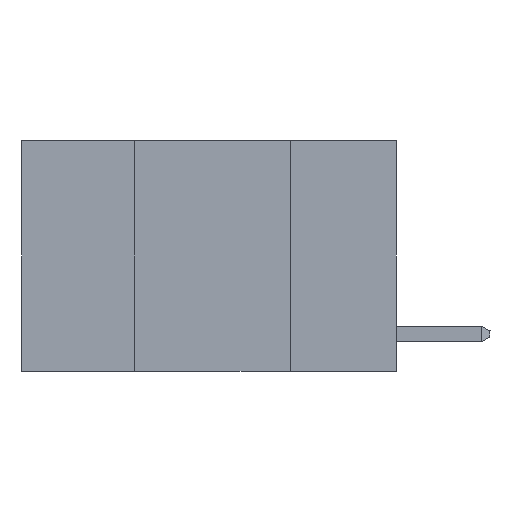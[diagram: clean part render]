
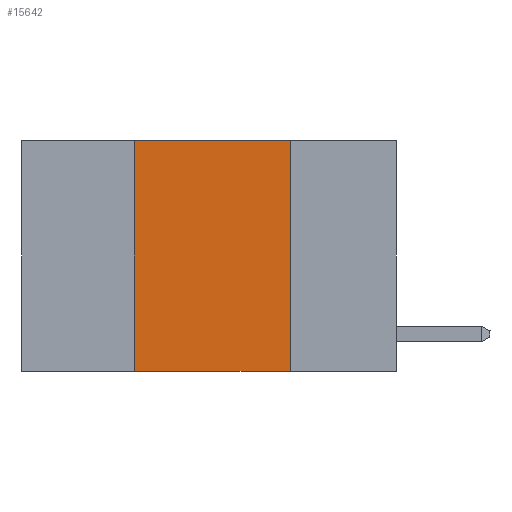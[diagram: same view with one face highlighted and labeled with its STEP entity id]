
A CAD part, left-side view. The second image highlights one B-rep face of the part: STEP entity #15642.
In plain terms, the highlighted planar face has unit normal (-1, 0, 0).
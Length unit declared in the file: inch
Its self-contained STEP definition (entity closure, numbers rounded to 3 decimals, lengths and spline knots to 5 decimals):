
#1531 = FACE_OUTER_BOUND ( 'NONE', #17203, .T. ) ;
#2412 = CARTESIAN_POINT ( 'NONE',  ( 0., 0.17, 0. ) ) ;
#3666 = EDGE_CURVE ( 'NONE', #8711, #9389, #14775, .T. ) ;
#4261 = CARTESIAN_POINT ( 'NONE',  ( 0., 0.17, 0. ) ) ;
#4280 = CARTESIAN_POINT ( 'NONE',  ( 0., 0.42, 0. ) ) ;
#4410 = DIRECTION ( 'NONE',  ( 1., 0., 0. ) ) ;
#6716 = DIRECTION ( 'NONE',  ( 0., -1., 0. ) ) ;
#6843 = ORIENTED_EDGE ( 'NONE', *, *, #15841, .F. ) ;
#7142 = VECTOR ( 'NONE', #12989, 39.37008 ) ;
#7527 = DIRECTION ( 'NONE',  ( 0., 0., -1. ) ) ;
#7664 = DIRECTION ( 'NONE',  ( 0., 0., -1. ) ) ;
#8361 = VECTOR ( 'NONE', #6716, 39.37008 ) ;
#8575 = ORIENTED_EDGE ( 'NONE', *, *, #3666, .F. ) ;
#8711 = VERTEX_POINT ( 'NONE', #2412 ) ;
#9389 = VERTEX_POINT ( 'NONE', #17944 ) ;
#9807 = CARTESIAN_POINT ( 'NONE',  ( 0., 0.6, -0.37 ) ) ;
#9933 = VERTEX_POINT ( 'NONE', #10314 ) ;
#10314 = CARTESIAN_POINT ( 'NONE',  ( 0., 0.42, 0. ) ) ;
#10436 = PLANE ( 'NONE',  #13836 ) ;
#10966 = EDGE_CURVE ( 'NONE', #11011, #9933, #12895, .T. ) ;
#11011 = VERTEX_POINT ( 'NONE', #17454 ) ;
#11094 = CARTESIAN_POINT ( 'NONE',  ( 0., 0.6, 0. ) ) ;
#11320 = DIRECTION ( 'NONE',  ( 0., -1., 0. ) ) ;
#12322 = VECTOR ( 'NONE', #11320, 39.37008 ) ;
#12895 = LINE ( 'NONE', #4280, #7142 ) ;
#12989 = DIRECTION ( 'NONE',  ( 0., 0., 1. ) ) ;
#13271 = ORIENTED_EDGE ( 'NONE', *, *, #17907, .T. ) ;
#13836 = AXIS2_PLACEMENT_3D ( 'NONE', #17671, #4410, #7664 ) ;
#13931 = LINE ( 'NONE', #9807, #12322 ) ;
#14425 = LINE ( 'NONE', #11094, #8361 ) ;
#14775 = LINE ( 'NONE', #4261, #17825 ) ;
#15255 = ORIENTED_EDGE ( 'NONE', *, *, #10966, .F. ) ;
#15642 = ADVANCED_FACE ( 'NONE', ( #1531 ), #10436, .F. ) ;
#15841 = EDGE_CURVE ( 'NONE', #9933, #8711, #14425, .T. ) ;
#17203 = EDGE_LOOP ( 'NONE', ( #8575, #6843, #15255, #13271 ) ) ;
#17454 = CARTESIAN_POINT ( 'NONE',  ( 0., 0.42, -0.37 ) ) ;
#17671 = CARTESIAN_POINT ( 'NONE',  ( 0., 0.6, 0. ) ) ;
#17825 = VECTOR ( 'NONE', #7527, 39.37008 ) ;
#17907 = EDGE_CURVE ( 'NONE', #11011, #9389, #13931, .T. ) ;
#17944 = CARTESIAN_POINT ( 'NONE',  ( 0., 0.17, -0.37 ) ) ;
